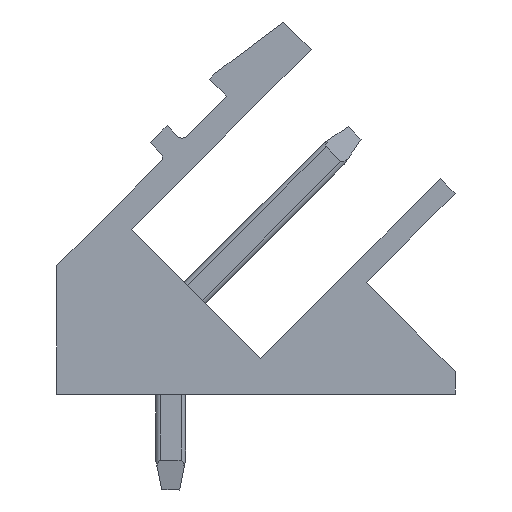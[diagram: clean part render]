
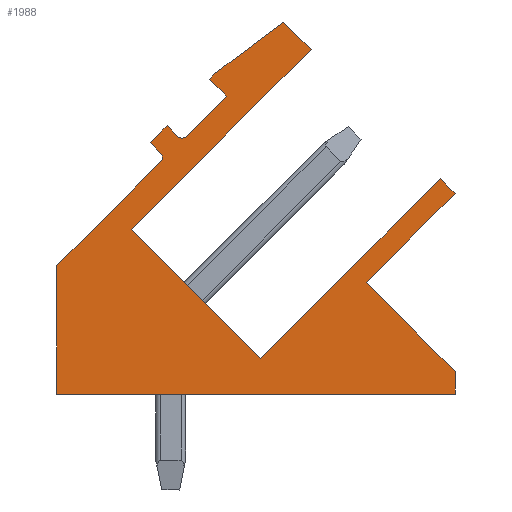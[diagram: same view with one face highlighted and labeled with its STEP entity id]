
A CAD part, left-side view. The second image highlights one B-rep face of the part: STEP entity #1988.
In plain terms, the highlighted planar face has unit normal (-1, 0, 0).
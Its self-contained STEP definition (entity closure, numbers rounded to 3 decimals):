
#969=AXIS2_PLACEMENT_3D('Circle Axis2P3D',#967,#968,$) ;
#1093=AXIS2_PLACEMENT_3D('Circle Axis2P3D',#1091,#1092,$) ;
#1964=AXIS2_PLACEMENT_3D('Plane Axis2P3D',#1961,#1962,#1963) ;
#49=CARTESIAN_POINT('Vertex',(0.,6.505,4.385)) ;
#52=CARTESIAN_POINT('Line Origine',(0.,3.5,7.39)) ;
#56=CARTESIAN_POINT('Vertex',(0.,0.495,10.395)) ;
#87=CARTESIAN_POINT('Vertex',(0.,10.819,8.698)) ;
#90=CARTESIAN_POINT('Line Origine',(0.,8.662,6.541)) ;
#778=CARTESIAN_POINT('Vertex',(0.,4.808,14.708)) ;
#781=CARTESIAN_POINT('Line Origine',(0.,7.814,11.703)) ;
#809=CARTESIAN_POINT('Vertex',(0.,5.728,15.628)) ;
#812=CARTESIAN_POINT('Line Origine',(0.,5.268,15.168)) ;
#840=CARTESIAN_POINT('Vertex',(0.,7.99,13.931)) ;
#843=CARTESIAN_POINT('Line Origine',(0.,6.859,14.779)) ;
#871=CARTESIAN_POINT('Vertex',(0.,8.202,13.718)) ;
#874=CARTESIAN_POINT('Line Origine',(0.,8.096,13.824)) ;
#902=CARTESIAN_POINT('Vertex',(0.,7.637,13.153)) ;
#905=CARTESIAN_POINT('Line Origine',(0.,7.92,13.436)) ;
#933=CARTESIAN_POINT('Vertex',(0.,8.98,11.809)) ;
#936=CARTESIAN_POINT('Line Origine',(0.,8.309,12.481)) ;
#964=CARTESIAN_POINT('Vertex',(0.,9.263,11.809)) ;
#967=CARTESIAN_POINT('Axis2P3D Location',(0.,9.122,11.951)) ;
#995=CARTESIAN_POINT('Vertex',(0.,9.617,12.163)) ;
#998=CARTESIAN_POINT('Line Origine',(0.,9.44,11.986)) ;
#1026=CARTESIAN_POINT('Vertex',(0.,10.182,11.597)) ;
#1029=CARTESIAN_POINT('Line Origine',(0.,9.899,11.88)) ;
#1057=CARTESIAN_POINT('Vertex',(0.,9.829,11.244)) ;
#1060=CARTESIAN_POINT('Line Origine',(0.,10.006,11.42)) ;
#1088=CARTESIAN_POINT('Vertex',(0.,9.829,10.961)) ;
#1091=CARTESIAN_POINT('Axis2P3D Location',(0.,9.97,11.102)) ;
#1114=CARTESIAN_POINT('Vertex',(0.,13.3,7.489)) ;
#1117=CARTESIAN_POINT('Line Origine',(0.,11.564,9.225)) ;
#1145=CARTESIAN_POINT('Vertex',(0.,13.3,3.2)) ;
#1148=CARTESIAN_POINT('Line Origine',(0.,13.3,5.345)) ;
#1176=CARTESIAN_POINT('Vertex',(0.,0.,3.2)) ;
#1179=CARTESIAN_POINT('Line Origine',(0.,6.65,3.2)) ;
#1867=CARTESIAN_POINT('Vertex',(0.,0.,3.96)) ;
#1870=CARTESIAN_POINT('Line Origine',(0.,0.,3.58)) ;
#1898=CARTESIAN_POINT('Vertex',(0.,2.97,6.93)) ;
#1901=CARTESIAN_POINT('Line Origine',(0.,1.485,5.445)) ;
#1929=CARTESIAN_POINT('Vertex',(0.,0.,9.9)) ;
#1932=CARTESIAN_POINT('Line Origine',(0.,1.485,8.415)) ;
#1949=CARTESIAN_POINT('Line Origine',(0.,0.247,10.147)) ;
#1961=CARTESIAN_POINT('Axis2P3D Location',(0.,0.,0.)) ;
#53=DIRECTION('Vector Direction',(0.,0.707,-0.707)) ;
#91=DIRECTION('Vector Direction',(0.,-0.707,-0.707)) ;
#782=DIRECTION('Vector Direction',(0.,-0.707,0.707)) ;
#813=DIRECTION('Vector Direction',(0.,-0.707,-0.707)) ;
#844=DIRECTION('Vector Direction',(0.,-0.8,0.6)) ;
#875=DIRECTION('Vector Direction',(0.,-0.707,0.707)) ;
#906=DIRECTION('Vector Direction',(0.,0.707,0.707)) ;
#937=DIRECTION('Vector Direction',(0.,-0.707,0.707)) ;
#968=DIRECTION('Axis2P3D Direction',(-1.,0.,0.)) ;
#999=DIRECTION('Vector Direction',(0.,-0.707,-0.707)) ;
#1030=DIRECTION('Vector Direction',(0.,-0.707,0.707)) ;
#1061=DIRECTION('Vector Direction',(0.,0.707,0.707)) ;
#1092=DIRECTION('Axis2P3D Direction',(-1.,0.,0.)) ;
#1118=DIRECTION('Vector Direction',(0.,-0.707,0.707)) ;
#1149=DIRECTION('Vector Direction',(0.,0.,1.)) ;
#1180=DIRECTION('Vector Direction',(0.,1.,0.)) ;
#1871=DIRECTION('Vector Direction',(0.,0.,-1.)) ;
#1902=DIRECTION('Vector Direction',(0.,-0.707,-0.707)) ;
#1933=DIRECTION('Vector Direction',(0.,0.707,-0.707)) ;
#1950=DIRECTION('Vector Direction',(0.,-0.707,-0.707)) ;
#1962=DIRECTION('Axis2P3D Direction',(-1.,0.,0.)) ;
#1963=DIRECTION('Axis2P3D XDirection',(0.,0.,1.)) ;
#54=VECTOR('Line Direction',#53,1.) ;
#92=VECTOR('Line Direction',#91,1.) ;
#783=VECTOR('Line Direction',#782,1.) ;
#814=VECTOR('Line Direction',#813,1.) ;
#845=VECTOR('Line Direction',#844,1.) ;
#876=VECTOR('Line Direction',#875,1.) ;
#907=VECTOR('Line Direction',#906,1.) ;
#938=VECTOR('Line Direction',#937,1.) ;
#1000=VECTOR('Line Direction',#999,1.) ;
#1031=VECTOR('Line Direction',#1030,1.) ;
#1062=VECTOR('Line Direction',#1061,1.) ;
#1119=VECTOR('Line Direction',#1118,1.) ;
#1150=VECTOR('Line Direction',#1149,1.) ;
#1181=VECTOR('Line Direction',#1180,1.) ;
#1872=VECTOR('Line Direction',#1871,1.) ;
#1903=VECTOR('Line Direction',#1902,1.) ;
#1934=VECTOR('Line Direction',#1933,1.) ;
#1951=VECTOR('Line Direction',#1950,1.) ;
#1967=ORIENTED_EDGE('',*,*,#58,.T.) ;
#1968=ORIENTED_EDGE('',*,*,#94,.T.) ;
#1969=ORIENTED_EDGE('',*,*,#785,.T.) ;
#1970=ORIENTED_EDGE('',*,*,#816,.T.) ;
#1971=ORIENTED_EDGE('',*,*,#847,.T.) ;
#1972=ORIENTED_EDGE('',*,*,#878,.T.) ;
#1973=ORIENTED_EDGE('',*,*,#909,.T.) ;
#1974=ORIENTED_EDGE('',*,*,#940,.T.) ;
#1975=ORIENTED_EDGE('',*,*,#971,.T.) ;
#1976=ORIENTED_EDGE('',*,*,#1002,.T.) ;
#1977=ORIENTED_EDGE('',*,*,#1033,.T.) ;
#1978=ORIENTED_EDGE('',*,*,#1064,.T.) ;
#1979=ORIENTED_EDGE('',*,*,#1095,.T.) ;
#1980=ORIENTED_EDGE('',*,*,#1121,.T.) ;
#1981=ORIENTED_EDGE('',*,*,#1152,.T.) ;
#1982=ORIENTED_EDGE('',*,*,#1183,.T.) ;
#1983=ORIENTED_EDGE('',*,*,#1874,.T.) ;
#1984=ORIENTED_EDGE('',*,*,#1905,.T.) ;
#1985=ORIENTED_EDGE('',*,*,#1936,.T.) ;
#1986=ORIENTED_EDGE('',*,*,#1953,.T.) ;
#1988=ADVANCED_FACE('Housing',(#1987),#1965,.T.) ;
#970=CIRCLE('generated circle',#969,0.2) ;
#1094=CIRCLE('generated circle',#1093,0.2) ;
#58=EDGE_CURVE('',#57,#50,#55,.T.) ;
#94=EDGE_CURVE('',#50,#88,#93,.F.) ;
#785=EDGE_CURVE('',#88,#779,#784,.T.) ;
#816=EDGE_CURVE('',#779,#810,#815,.F.) ;
#847=EDGE_CURVE('',#810,#841,#846,.F.) ;
#878=EDGE_CURVE('',#841,#872,#877,.F.) ;
#909=EDGE_CURVE('',#872,#903,#908,.F.) ;
#940=EDGE_CURVE('',#903,#934,#939,.F.) ;
#971=EDGE_CURVE('',#934,#965,#970,.F.) ;
#1002=EDGE_CURVE('',#965,#996,#1001,.F.) ;
#1033=EDGE_CURVE('',#996,#1027,#1032,.F.) ;
#1064=EDGE_CURVE('',#1027,#1058,#1063,.F.) ;
#1095=EDGE_CURVE('',#1058,#1089,#1094,.F.) ;
#1121=EDGE_CURVE('',#1089,#1115,#1120,.F.) ;
#1152=EDGE_CURVE('',#1115,#1146,#1151,.F.) ;
#1183=EDGE_CURVE('',#1146,#1177,#1182,.F.) ;
#1874=EDGE_CURVE('',#1177,#1868,#1873,.F.) ;
#1905=EDGE_CURVE('',#1868,#1899,#1904,.F.) ;
#1936=EDGE_CURVE('',#1899,#1930,#1935,.F.) ;
#1953=EDGE_CURVE('',#1930,#57,#1952,.F.) ;
#1966=EDGE_LOOP('',(#1967,#1968,#1969,#1970,#1971,#1972,#1973,#1974,#1975,#1976,#1977,#1978,#1979,#1980,#1981,#1982,#1983,#1984,#1985,#1986)) ;
#1987=FACE_OUTER_BOUND('',#1966,.T.) ;
#55=LINE('Line',#52,#54) ;
#93=LINE('Line',#90,#92) ;
#784=LINE('Line',#781,#783) ;
#815=LINE('Line',#812,#814) ;
#846=LINE('Line',#843,#845) ;
#877=LINE('Line',#874,#876) ;
#908=LINE('Line',#905,#907) ;
#939=LINE('Line',#936,#938) ;
#1001=LINE('Line',#998,#1000) ;
#1032=LINE('Line',#1029,#1031) ;
#1063=LINE('Line',#1060,#1062) ;
#1120=LINE('Line',#1117,#1119) ;
#1151=LINE('Line',#1148,#1150) ;
#1182=LINE('Line',#1179,#1181) ;
#1873=LINE('Line',#1870,#1872) ;
#1904=LINE('Line',#1901,#1903) ;
#1935=LINE('Line',#1932,#1934) ;
#1952=LINE('Line',#1949,#1951) ;
#1965=PLANE('',#1964) ;
#50=VERTEX_POINT('',#49) ;
#57=VERTEX_POINT('',#56) ;
#88=VERTEX_POINT('',#87) ;
#779=VERTEX_POINT('',#778) ;
#810=VERTEX_POINT('',#809) ;
#841=VERTEX_POINT('',#840) ;
#872=VERTEX_POINT('',#871) ;
#903=VERTEX_POINT('',#902) ;
#934=VERTEX_POINT('',#933) ;
#965=VERTEX_POINT('',#964) ;
#996=VERTEX_POINT('',#995) ;
#1027=VERTEX_POINT('',#1026) ;
#1058=VERTEX_POINT('',#1057) ;
#1089=VERTEX_POINT('',#1088) ;
#1115=VERTEX_POINT('',#1114) ;
#1146=VERTEX_POINT('',#1145) ;
#1177=VERTEX_POINT('',#1176) ;
#1868=VERTEX_POINT('',#1867) ;
#1899=VERTEX_POINT('',#1898) ;
#1930=VERTEX_POINT('',#1929) ;
